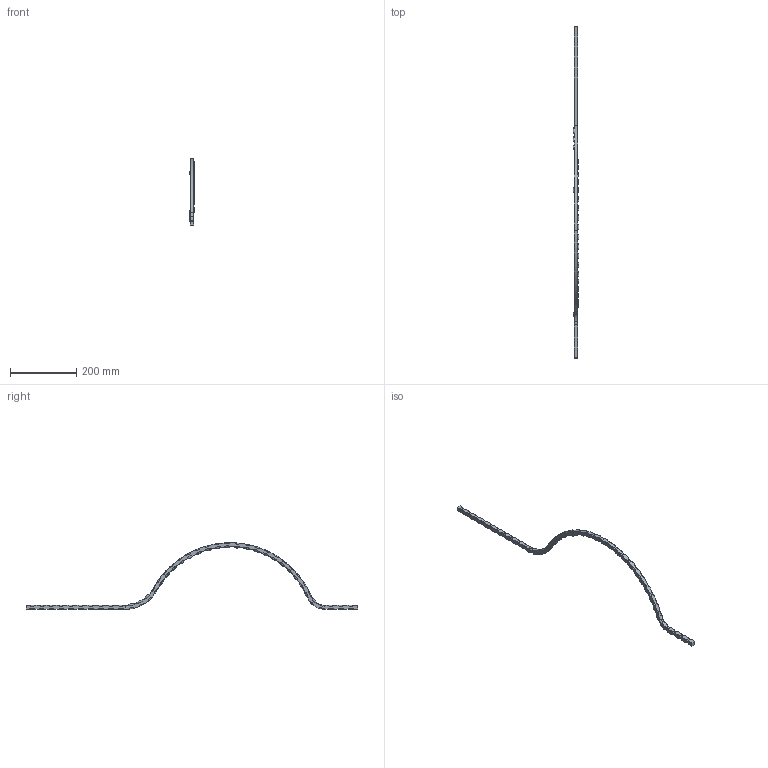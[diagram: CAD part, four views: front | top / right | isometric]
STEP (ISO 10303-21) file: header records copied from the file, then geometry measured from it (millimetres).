
FILE_DESCRIPTION (( 'STEP AP203' ), '1' );
FILE_NAME ('1701.STEP', '2018-04-20T11:06:35', ( '' ), ( '' ), 'SwSTEP 2.0', 'SolidWorks 2015', '' );
FILE_SCHEMA (( 'CONFIG_CONTROL_DESIGN' ));
Length unit declared in the file: millimetre
Products named in the file (1): 1701
Bounding box: 17.95 x 1000 x 200 mm (x, y, z)
Volume: 160788.6 mm3; surface area: 56135.4 mm2
Topology: 1 solids, 1 shells, 323 faces, 1207 edges, 698 vertices
Faces by surface type: torus 152, plane 106, bspline 57, cylinder 8
Entity records: 18118 total; most frequent: CARTESIAN_POINT 9220, ORIENTED_EDGE 2006, DIRECTION 1735, EDGE_CURVE 1003, VERTEX_POINT 698, AXIS2_PLACEMENT_3D 687, CIRCLE 420, VECTOR 361
